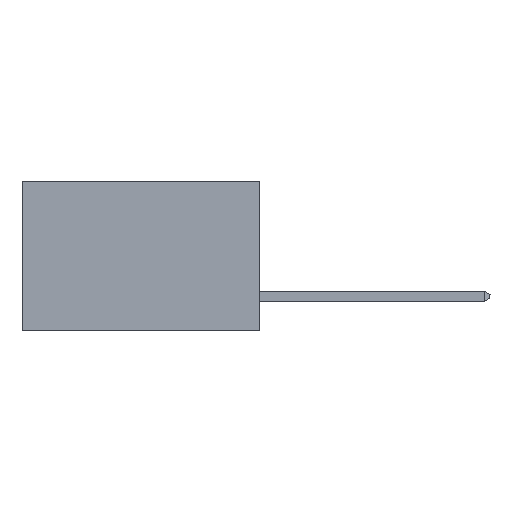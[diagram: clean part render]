
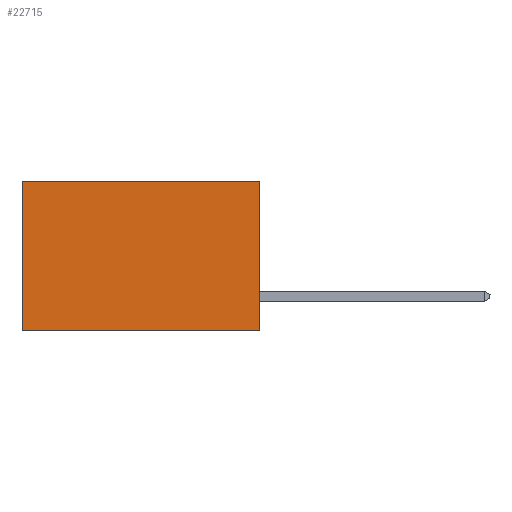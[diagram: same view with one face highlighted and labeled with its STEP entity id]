
A CAD part, left-side view. The second image highlights one B-rep face of the part: STEP entity #22715.
In plain terms, the highlighted planar face has unit normal (-1, 0, 0).
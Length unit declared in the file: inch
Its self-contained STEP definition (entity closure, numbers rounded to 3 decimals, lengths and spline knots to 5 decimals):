
#724 = FACE_OUTER_BOUND ( 'NONE', #12072, .T. ) ;
#765 = CARTESIAN_POINT ( 'NONE',  ( 0.277, 0.59, -0.37 ) ) ;
#1431 = CARTESIAN_POINT ( 'NONE',  ( 0.277, 0., -0.37 ) ) ;
#1521 = LINE ( 'NONE', #23382, #5545 ) ;
#2125 = ORIENTED_EDGE ( 'NONE', *, *, #13507, .T. ) ;
#2660 = EDGE_CURVE ( 'NONE', #23135, #7256, #15652, .T. ) ;
#4478 = CARTESIAN_POINT ( 'NONE',  ( 0.277, 0.59, 0. ) ) ;
#4904 = VERTEX_POINT ( 'NONE', #23656 ) ;
#5545 = VECTOR ( 'NONE', #22714, 39.37008 ) ;
#5762 = AXIS2_PLACEMENT_3D ( 'NONE', #18997, #20930, #9115 ) ;
#7256 = VERTEX_POINT ( 'NONE', #18188 ) ;
#8592 = ORIENTED_EDGE ( 'NONE', *, *, #2660, .T. ) ;
#9085 = EDGE_CURVE ( 'NONE', #17297, #4904, #1521, .T. ) ;
#9115 = DIRECTION ( 'NONE',  ( 0., 0., -1. ) ) ;
#9490 = LINE ( 'NONE', #1431, #19995 ) ;
#10153 = CARTESIAN_POINT ( 'NONE',  ( 0.277, 0., 0. ) ) ;
#10173 = CARTESIAN_POINT ( 'NONE',  ( 0.277, 0., 0. ) ) ;
#11575 = ORIENTED_EDGE ( 'NONE', *, *, #18147, .F. ) ;
#12072 = EDGE_LOOP ( 'NONE', ( #8592, #11575, #24949, #2125 ) ) ;
#12836 = VECTOR ( 'NONE', #21904, 39.37008 ) ;
#13507 = EDGE_CURVE ( 'NONE', #17297, #23135, #18076, .T. ) ;
#14519 = DIRECTION ( 'NONE',  ( 0., 0., -1. ) ) ;
#15250 = DIRECTION ( 'NONE',  ( 0., 1., 0. ) ) ;
#15652 = LINE ( 'NONE', #765, #20272 ) ;
#16999 = PLANE ( 'NONE',  #5762 ) ;
#17297 = VERTEX_POINT ( 'NONE', #10173 ) ;
#18076 = LINE ( 'NONE', #10153, #12836 ) ;
#18147 = EDGE_CURVE ( 'NONE', #4904, #7256, #9490, .T. ) ;
#18188 = CARTESIAN_POINT ( 'NONE',  ( 0.277, 0.59, -0.37 ) ) ;
#18997 = CARTESIAN_POINT ( 'NONE',  ( 0.277, 0., -0.37 ) ) ;
#19995 = VECTOR ( 'NONE', #15250, 39.37008 ) ;
#20272 = VECTOR ( 'NONE', #14519, 39.37008 ) ;
#20930 = DIRECTION ( 'NONE',  ( 1., 0., 0. ) ) ;
#21904 = DIRECTION ( 'NONE',  ( 0., 1., 0. ) ) ;
#22714 = DIRECTION ( 'NONE',  ( 0., 0., -1. ) ) ;
#22715 = ADVANCED_FACE ( 'NONE', ( #724 ), #16999, .F. ) ;
#23135 = VERTEX_POINT ( 'NONE', #4478 ) ;
#23382 = CARTESIAN_POINT ( 'NONE',  ( 0.277, 0., -0.37 ) ) ;
#23656 = CARTESIAN_POINT ( 'NONE',  ( 0.277, 0., -0.37 ) ) ;
#24949 = ORIENTED_EDGE ( 'NONE', *, *, #9085, .F. ) ;
